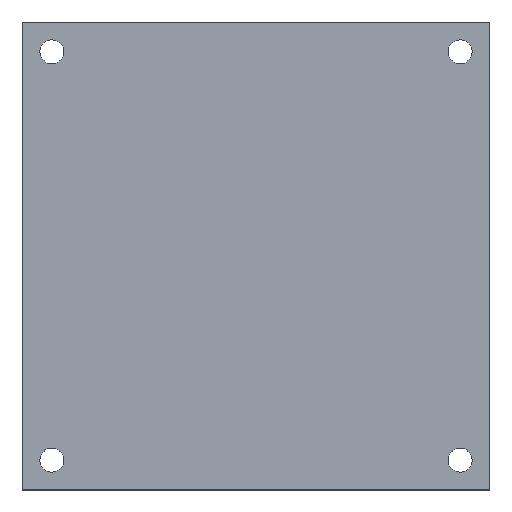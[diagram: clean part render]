
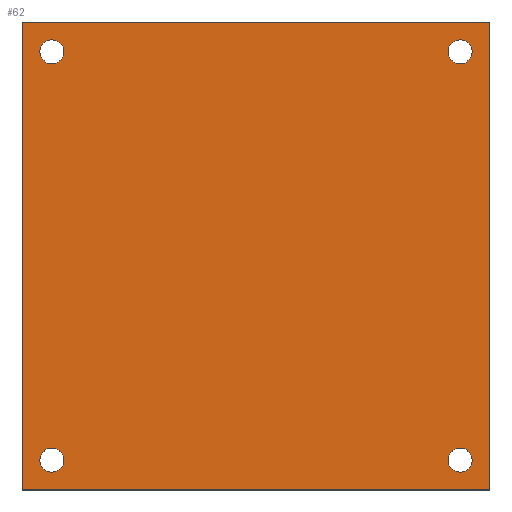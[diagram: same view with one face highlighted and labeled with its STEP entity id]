
A CAD part, top view. The second image highlights one B-rep face of the part: STEP entity #62.
In plain terms, the highlighted planar face has unit normal (0, 0, 1).
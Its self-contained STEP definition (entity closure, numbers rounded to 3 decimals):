
#3 = VERTEX_POINT ( 'NONE', #182 ) ;
#8 = VERTEX_POINT ( 'NONE', #164 ) ;
#13 = EDGE_CURVE ( 'NONE', #61, #8, #190, .T. ) ;
#19 = VERTEX_POINT ( 'NONE', #220 ) ;
#24 = EDGE_CURVE ( 'NONE', #19, #3, #201, .T. ) ;
#25 = VERTEX_POINT ( 'NONE', #274 ) ;
#37 = EDGE_CURVE ( 'NONE', #38, #111, #223, .T. ) ;
#38 = VERTEX_POINT ( 'NONE', #252 ) ;
#40 = EDGE_LOOP ( 'NONE', ( #108, #78, #75, #84 ) ) ;
#41 = VERTEX_POINT ( 'NONE', #251 ) ;
#44 = ORIENTED_EDGE ( 'NONE', *, *, #45, .F. ) ;
#45 = EDGE_CURVE ( 'NONE', #3, #19, #244, .T. ) ;
#47 = EDGE_CURVE ( 'NONE', #41, #25, #314, .T. ) ;
#55 = ORIENTED_EDGE ( 'NONE', *, *, #13, .F. ) ;
#56 = ORIENTED_EDGE ( 'NONE', *, *, #63, .F. ) ;
#57 = EDGE_LOOP ( 'NONE', ( #55, #56 ) ) ;
#58 = EDGE_LOOP ( 'NONE', ( #60, #44 ) ) ;
#60 = ORIENTED_EDGE ( 'NONE', *, *, #24, .F. ) ;
#61 = VERTEX_POINT ( 'NONE', #312 ) ;
#62 = ADVANCED_FACE ( 'NONE', ( #311, #308, #307, #306, #305 ), #303, .T. ) ;
#63 = EDGE_CURVE ( 'NONE', #8, #61, #296, .T. ) ;
#68 = VERTEX_POINT ( 'NONE', #288 ) ;
#71 = VERTEX_POINT ( 'NONE', #282 ) ;
#72 = EDGE_CURVE ( 'NONE', #83, #77, #185, .T. ) ;
#75 = ORIENTED_EDGE ( 'NONE', *, *, #76, .T. ) ;
#76 = EDGE_CURVE ( 'NONE', #68, #71, #331, .T. ) ;
#77 = VERTEX_POINT ( 'NONE', #363 ) ;
#78 = ORIENTED_EDGE ( 'NONE', *, *, #93, .T. ) ;
#79 = EDGE_CURVE ( 'NONE', #25, #41, #333, .T. ) ;
#80 = ORIENTED_EDGE ( 'NONE', *, *, #47, .F. ) ;
#81 = ORIENTED_EDGE ( 'NONE', *, *, #79, .F. ) ;
#82 = EDGE_LOOP ( 'NONE', ( #80, #81 ) ) ;
#83 = VERTEX_POINT ( 'NONE', #338 ) ;
#84 = ORIENTED_EDGE ( 'NONE', *, *, #85, .T. ) ;
#85 = EDGE_CURVE ( 'NONE', #71, #83, #337, .T. ) ;
#88 = EDGE_LOOP ( 'NONE', ( #94, #95 ) ) ;
#93 = EDGE_CURVE ( 'NONE', #77, #68, #477, .T. ) ;
#94 = ORIENTED_EDGE ( 'NONE', *, *, #37, .F. ) ;
#95 = ORIENTED_EDGE ( 'NONE', *, *, #96, .F. ) ;
#96 = EDGE_CURVE ( 'NONE', #111, #38, #473, .T. ) ;
#108 = ORIENTED_EDGE ( 'NONE', *, *, #72, .T. ) ;
#111 = VERTEX_POINT ( 'NONE', #356 ) ;
#149 = DIRECTION ( 'NONE',  ( 1., 0., 0. ) ) ;
#164 = CARTESIAN_POINT ( 'NONE',  ( -50.925, -54.1, 2. ) ) ;
#182 = CARTESIAN_POINT ( 'NONE',  ( 57.275, 54.1, 2. ) ) ;
#183 = DIRECTION ( 'NONE',  ( 0., -1., 0. ) ) ;
#184 = CARTESIAN_POINT ( 'NONE',  ( -62., 62., 2. ) ) ;
#185 = LINE ( 'NONE', #184, #245 ) ;
#186 = DIRECTION ( 'NONE',  ( 1., 0., 0. ) ) ;
#187 = DIRECTION ( 'NONE',  ( 0., 0., 1. ) ) ;
#188 = CARTESIAN_POINT ( 'NONE',  ( -54.1, -54.1, 2. ) ) ;
#189 = AXIS2_PLACEMENT_3D ( 'NONE', #188, #187, #186 ) ;
#190 = CIRCLE ( 'NONE', #189, 3.175 ) ;
#201 = CIRCLE ( 'NONE', #273, 3.175 ) ;
#220 = CARTESIAN_POINT ( 'NONE',  ( 50.925, 54.1, 2. ) ) ;
#223 = CIRCLE ( 'NONE', #256, 3.175 ) ;
#241 = DIRECTION ( 'NONE',  ( 0., 0., 1. ) ) ;
#242 = CARTESIAN_POINT ( 'NONE',  ( 54.1, 54.1, 2. ) ) ;
#243 = AXIS2_PLACEMENT_3D ( 'NONE', #242, #241, #149 ) ;
#244 = CIRCLE ( 'NONE', #243, 3.175 ) ;
#245 = VECTOR ( 'NONE', #183, 1000. ) ;
#251 = CARTESIAN_POINT ( 'NONE',  ( -57.275, 54.1, 2. ) ) ;
#252 = CARTESIAN_POINT ( 'NONE',  ( 50.925, -54.1, 2. ) ) ;
#253 = DIRECTION ( 'NONE',  ( 1., 0., 0. ) ) ;
#254 = DIRECTION ( 'NONE',  ( 0., 0., 1. ) ) ;
#255 = CARTESIAN_POINT ( 'NONE',  ( 54.1, -54.1, 2. ) ) ;
#256 = AXIS2_PLACEMENT_3D ( 'NONE', #255, #254, #253 ) ;
#270 = DIRECTION ( 'NONE',  ( 1., 0., 0. ) ) ;
#271 = DIRECTION ( 'NONE',  ( 0., 0., 1. ) ) ;
#272 = CARTESIAN_POINT ( 'NONE',  ( 54.1, 54.1, 2. ) ) ;
#273 = AXIS2_PLACEMENT_3D ( 'NONE', #272, #271, #270 ) ;
#274 = CARTESIAN_POINT ( 'NONE',  ( -50.925, 54.1, 2. ) ) ;
#282 = CARTESIAN_POINT ( 'NONE',  ( 62., 62., 2. ) ) ;
#288 = CARTESIAN_POINT ( 'NONE',  ( 62., -62., 2. ) ) ;
#292 = DIRECTION ( 'NONE',  ( 1., 0., 0. ) ) ;
#293 = DIRECTION ( 'NONE',  ( 1., 0., 0. ) ) ;
#294 = DIRECTION ( 'NONE',  ( 0., 0., 1. ) ) ;
#295 = AXIS2_PLACEMENT_3D ( 'NONE', #301, #294, #293 ) ;
#296 = CIRCLE ( 'NONE', #295, 3.175 ) ;
#298 = DIRECTION ( 'NONE',  ( 1., 0., 0. ) ) ;
#299 = DIRECTION ( 'NONE',  ( 0., 0., 1. ) ) ;
#300 = CARTESIAN_POINT ( 'NONE',  ( -62., 62., 2. ) ) ;
#301 = CARTESIAN_POINT ( 'NONE',  ( -54.1, -54.1, 2. ) ) ;
#302 = AXIS2_PLACEMENT_3D ( 'NONE', #300, #299, #298 ) ;
#303 = PLANE ( 'NONE',  #302 ) ;
#304 = CARTESIAN_POINT ( 'NONE',  ( -54.1, 54.1, 2. ) ) ;
#305 = FACE_BOUND ( 'NONE', #88, .T. ) ;
#306 = FACE_BOUND ( 'NONE', #82, .T. ) ;
#307 = FACE_OUTER_BOUND ( 'NONE', #40, .T. ) ;
#308 = FACE_BOUND ( 'NONE', #58, .T. ) ;
#311 = FACE_BOUND ( 'NONE', #57, .T. ) ;
#312 = CARTESIAN_POINT ( 'NONE',  ( -57.275, -54.1, 2. ) ) ;
#314 = CIRCLE ( 'NONE', #318, 3.175 ) ;
#318 = AXIS2_PLACEMENT_3D ( 'NONE', #304, #328, #292 ) ;
#328 = DIRECTION ( 'NONE',  ( 0., 0., 1. ) ) ;
#329 = VECTOR ( 'NONE', #364, 1000. ) ;
#330 = CARTESIAN_POINT ( 'NONE',  ( 62., 62., 2. ) ) ;
#331 = LINE ( 'NONE', #330, #329 ) ;
#332 = AXIS2_PLACEMENT_3D ( 'NONE', #341, #340, #339 ) ;
#333 = CIRCLE ( 'NONE', #332, 3.175 ) ;
#335 = VECTOR ( 'NONE', #482, 1000. ) ;
#336 = CARTESIAN_POINT ( 'NONE',  ( -62., 62., 2. ) ) ;
#337 = LINE ( 'NONE', #336, #335 ) ;
#338 = CARTESIAN_POINT ( 'NONE',  ( -62., 62., 2. ) ) ;
#339 = DIRECTION ( 'NONE',  ( 1., 0., 0. ) ) ;
#340 = DIRECTION ( 'NONE',  ( 0., 0., 1. ) ) ;
#341 = CARTESIAN_POINT ( 'NONE',  ( -54.1, 54.1, 2. ) ) ;
#356 = CARTESIAN_POINT ( 'NONE',  ( 57.275, -54.1, 2. ) ) ;
#363 = CARTESIAN_POINT ( 'NONE',  ( -62., -62., 2. ) ) ;
#364 = DIRECTION ( 'NONE',  ( 0., 1., 0. ) ) ;
#469 = DIRECTION ( 'NONE',  ( 1., 0., 0. ) ) ;
#470 = DIRECTION ( 'NONE',  ( 0., 0., 1. ) ) ;
#471 = CARTESIAN_POINT ( 'NONE',  ( 54.1, -54.1, 2. ) ) ;
#472 = AXIS2_PLACEMENT_3D ( 'NONE', #471, #470, #469 ) ;
#473 = CIRCLE ( 'NONE', #472, 3.175 ) ;
#474 = DIRECTION ( 'NONE',  ( 1., 0., 0. ) ) ;
#475 = VECTOR ( 'NONE', #474, 1000. ) ;
#476 = CARTESIAN_POINT ( 'NONE',  ( -62., -62., 2. ) ) ;
#477 = LINE ( 'NONE', #476, #475 ) ;
#482 = DIRECTION ( 'NONE',  ( -1., 0., 0. ) ) ;
